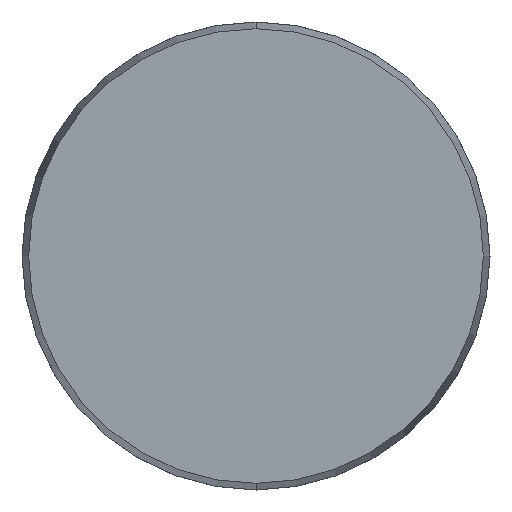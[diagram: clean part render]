
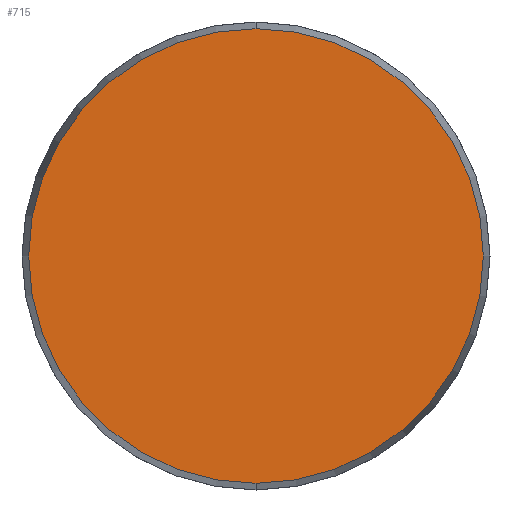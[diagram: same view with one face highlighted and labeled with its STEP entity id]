
A CAD part, front view. The second image highlights one B-rep face of the part: STEP entity #715.
In plain terms, the highlighted planar face has unit normal (0, -1, 0).
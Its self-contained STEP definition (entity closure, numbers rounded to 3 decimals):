
#33 = DIRECTION ( 'NONE',  ( 0., -1., 0. ) ) ;
#39 = EDGE_CURVE ( 'NONE', #1051, #699, #895, .T. ) ;
#144 = DIRECTION ( 'NONE',  ( 0., 1., 0. ) ) ;
#153 = EDGE_LOOP ( 'NONE', ( #444, #449 ) ) ;
#218 = DIRECTION ( 'NONE',  ( 0., 0., -1. ) ) ;
#325 = CARTESIAN_POINT ( 'NONE',  ( -29.143, 0., 0. ) ) ;
#356 = AXIS2_PLACEMENT_3D ( 'NONE', #638, #1161, #801 ) ;
#418 = PLANE ( 'NONE',  #1014 ) ;
#444 = ORIENTED_EDGE ( 'NONE', *, *, #543, .T. ) ;
#449 = ORIENTED_EDGE ( 'NONE', *, *, #39, .T. ) ;
#543 = EDGE_CURVE ( 'NONE', #699, #1051, #779, .T. ) ;
#629 = CARTESIAN_POINT ( 'NONE',  ( 0., 0., -29.143 ) ) ;
#638 = CARTESIAN_POINT ( 'NONE',  ( 0., 0., 0. ) ) ;
#695 = DIRECTION ( 'NONE',  ( 0., 0., 1. ) ) ;
#699 = VERTEX_POINT ( 'NONE', #1069 ) ;
#708 = FACE_OUTER_BOUND ( 'NONE', #153, .T. ) ;
#715 = ADVANCED_FACE ( 'NONE', ( #708 ), #418, .F. ) ;
#730 = CARTESIAN_POINT ( 'NONE',  ( 0., 0., 0. ) ) ;
#779 = CIRCLE ( 'NONE', #939, 29.143 ) ;
#801 = DIRECTION ( 'NONE',  ( 0., 0., -1. ) ) ;
#895 = CIRCLE ( 'NONE', #356, 29.143 ) ;
#939 = AXIS2_PLACEMENT_3D ( 'NONE', #730, #33, #218 ) ;
#1014 = AXIS2_PLACEMENT_3D ( 'NONE', #325, #144, #695 ) ;
#1051 = VERTEX_POINT ( 'NONE', #629 ) ;
#1069 = CARTESIAN_POINT ( 'NONE',  ( 0., 0., 29.143 ) ) ;
#1161 = DIRECTION ( 'NONE',  ( 0., -1., 0. ) ) ;
